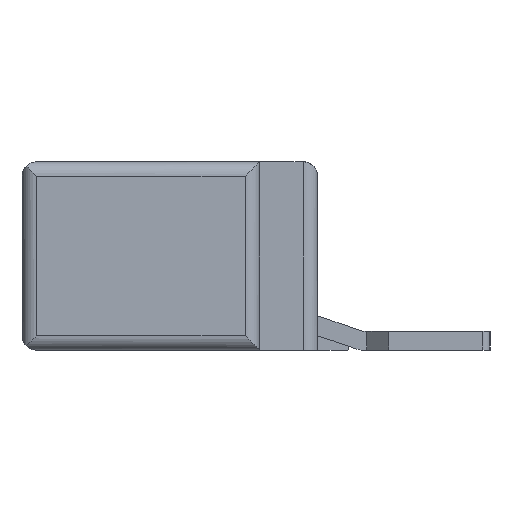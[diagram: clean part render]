
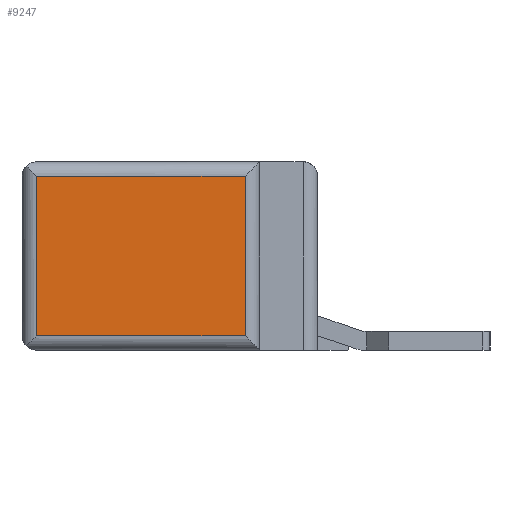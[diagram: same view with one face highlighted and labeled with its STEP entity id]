
A CAD part, left-side view. The second image highlights one B-rep face of the part: STEP entity #9247.
In plain terms, the highlighted planar face has unit normal (-1, 0, 0).
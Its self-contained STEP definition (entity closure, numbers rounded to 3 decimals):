
#379 = CYLINDRICAL_SURFACE('',#380,1.);
#380 = AXIS2_PLACEMENT_3D('',#381,#382,#383);
#381 = CARTESIAN_POINT('',(-87.25,-90.,-5.5));
#382 = DIRECTION('',(0.,1.,0.));
#383 = DIRECTION('',(1.,0.,0.));
#6819 = CYLINDRICAL_SURFACE('',#6820,1.);
#6820 = AXIS2_PLACEMENT_3D('',#6821,#6822,#6823);
#6821 = CARTESIAN_POINT('',(-87.25,-90.,5.5));
#6822 = DIRECTION('',(0.,1.,0.));
#6823 = DIRECTION('',(1.,0.,0.));
#7607 = CYLINDRICAL_SURFACE('',#7608,1.);
#7608 = AXIS2_PLACEMENT_3D('',#7609,#7610,#7611);
#7609 = CARTESIAN_POINT('',(-87.25,5.,-6.5));
#7610 = DIRECTION('',(0.,0.,1.));
#7611 = DIRECTION('',(1.,0.,0.));
#7626 = VERTEX_POINT('',#7627);
#7627 = CARTESIAN_POINT('',(-88.25,5.,5.5));
#7742 = EDGE_CURVE('',#7743,#7626,#7745,.T.);
#7743 = VERTEX_POINT('',#7744);
#7744 = CARTESIAN_POINT('',(-88.25,5.,-5.5));
#7745 = SURFACE_CURVE('',#7746,(#7750,#7757),.PCURVE_S1.);
#7746 = LINE('',#7747,#7748);
#7747 = CARTESIAN_POINT('',(-88.25,5.,-5.5));
#7748 = VECTOR('',#7749,1.);
#7749 = DIRECTION('',(0.,0.,1.));
#7750 = PCURVE('',#7607,#7751);
#7751 = DEFINITIONAL_REPRESENTATION('',(#7752),#7756);
#7752 = LINE('',#7753,#7754);
#7753 = CARTESIAN_POINT('',(3.142,1.));
#7754 = VECTOR('',#7755,1.);
#7755 = DIRECTION('',(0.,1.));
#7756 = ( GEOMETRIC_REPRESENTATION_CONTEXT(2) 
PARAMETRIC_REPRESENTATION_CONTEXT() REPRESENTATION_CONTEXT('2D SPACE',''
  ) );
#7757 = PCURVE('',#7758,#7763);
#7758 = PLANE('',#7759);
#7759 = AXIS2_PLACEMENT_3D('',#7760,#7761,#7762);
#7760 = CARTESIAN_POINT('',(-88.25,19.4,-6.5));
#7761 = DIRECTION('',(-1.,0.,0.));
#7762 = DIRECTION('',(0.,-1.,0.));
#7763 = DEFINITIONAL_REPRESENTATION('',(#7764),#7768);
#7764 = LINE('',#7765,#7766);
#7765 = CARTESIAN_POINT('',(14.4,1.));
#7766 = VECTOR('',#7767,1.);
#7767 = DIRECTION('',(0.,1.));
#7768 = ( GEOMETRIC_REPRESENTATION_CONTEXT(2) 
PARAMETRIC_REPRESENTATION_CONTEXT() REPRESENTATION_CONTEXT('2D SPACE',''
  ) );
#7890 = EDGE_CURVE('',#7743,#7891,#7893,.T.);
#7891 = VERTEX_POINT('',#7892);
#7892 = CARTESIAN_POINT('',(-88.25,19.4,-5.5));
#7893 = SURFACE_CURVE('',#7894,(#7898,#7905),.PCURVE_S1.);
#7894 = LINE('',#7895,#7896);
#7895 = CARTESIAN_POINT('',(-88.25,5.,-5.5));
#7896 = VECTOR('',#7897,1.);
#7897 = DIRECTION('',(0.,1.,0.));
#7898 = PCURVE('',#379,#7899);
#7899 = DEFINITIONAL_REPRESENTATION('',(#7900),#7904);
#7900 = LINE('',#7901,#7902);
#7901 = CARTESIAN_POINT('',(3.142,95.));
#7902 = VECTOR('',#7903,1.);
#7903 = DIRECTION('',(0.,1.));
#7904 = ( GEOMETRIC_REPRESENTATION_CONTEXT(2) 
PARAMETRIC_REPRESENTATION_CONTEXT() REPRESENTATION_CONTEXT('2D SPACE',''
  ) );
#7905 = PCURVE('',#7758,#7906);
#7906 = DEFINITIONAL_REPRESENTATION('',(#7907),#7911);
#7907 = LINE('',#7908,#7909);
#7908 = CARTESIAN_POINT('',(14.4,1.));
#7909 = VECTOR('',#7910,1.);
#7910 = DIRECTION('',(-1.,0.));
#7911 = ( GEOMETRIC_REPRESENTATION_CONTEXT(2) 
PARAMETRIC_REPRESENTATION_CONTEXT() REPRESENTATION_CONTEXT('2D SPACE',''
  ) );
#7954 = CYLINDRICAL_SURFACE('',#7955,1.);
#7955 = AXIS2_PLACEMENT_3D('',#7956,#7957,#7958);
#7956 = CARTESIAN_POINT('',(-87.25,19.4,-6.5));
#7957 = DIRECTION('',(0.,0.,1.));
#7958 = DIRECTION('',(1.,0.,0.));
#9157 = VERTEX_POINT('',#9158);
#9158 = CARTESIAN_POINT('',(-88.25,19.4,5.5));
#9226 = EDGE_CURVE('',#7626,#9157,#9227,.T.);
#9227 = SURFACE_CURVE('',#9228,(#9232,#9239),.PCURVE_S1.);
#9228 = LINE('',#9229,#9230);
#9229 = CARTESIAN_POINT('',(-88.25,5.,5.5));
#9230 = VECTOR('',#9231,1.);
#9231 = DIRECTION('',(0.,1.,0.));
#9232 = PCURVE('',#6819,#9233);
#9233 = DEFINITIONAL_REPRESENTATION('',(#9234),#9238);
#9234 = LINE('',#9235,#9236);
#9235 = CARTESIAN_POINT('',(3.142,95.));
#9236 = VECTOR('',#9237,1.);
#9237 = DIRECTION('',(0.,1.));
#9238 = ( GEOMETRIC_REPRESENTATION_CONTEXT(2) 
PARAMETRIC_REPRESENTATION_CONTEXT() REPRESENTATION_CONTEXT('2D SPACE',''
  ) );
#9239 = PCURVE('',#7758,#9240);
#9240 = DEFINITIONAL_REPRESENTATION('',(#9241),#9245);
#9241 = LINE('',#9242,#9243);
#9242 = CARTESIAN_POINT('',(14.4,12.));
#9243 = VECTOR('',#9244,1.);
#9244 = DIRECTION('',(-1.,0.));
#9245 = ( GEOMETRIC_REPRESENTATION_CONTEXT(2) 
PARAMETRIC_REPRESENTATION_CONTEXT() REPRESENTATION_CONTEXT('2D SPACE',''
  ) );
#9247 = ADVANCED_FACE('',(#9248),#7758,.T.);
#9248 = FACE_BOUND('',#9249,.F.);
#9249 = EDGE_LOOP('',(#9250,#9251,#9272,#9273));
#9250 = ORIENTED_EDGE('',*,*,#7890,.T.);
#9251 = ORIENTED_EDGE('',*,*,#9252,.T.);
#9252 = EDGE_CURVE('',#7891,#9157,#9253,.T.);
#9253 = SURFACE_CURVE('',#9254,(#9258,#9265),.PCURVE_S1.);
#9254 = LINE('',#9255,#9256);
#9255 = CARTESIAN_POINT('',(-88.25,19.4,-5.5));
#9256 = VECTOR('',#9257,1.);
#9257 = DIRECTION('',(0.,0.,1.));
#9258 = PCURVE('',#7758,#9259);
#9259 = DEFINITIONAL_REPRESENTATION('',(#9260),#9264);
#9260 = LINE('',#9261,#9262);
#9261 = CARTESIAN_POINT('',(0.,1.));
#9262 = VECTOR('',#9263,1.);
#9263 = DIRECTION('',(0.,1.));
#9264 = ( GEOMETRIC_REPRESENTATION_CONTEXT(2) 
PARAMETRIC_REPRESENTATION_CONTEXT() REPRESENTATION_CONTEXT('2D SPACE',''
  ) );
#9265 = PCURVE('',#7954,#9266);
#9266 = DEFINITIONAL_REPRESENTATION('',(#9267),#9271);
#9267 = LINE('',#9268,#9269);
#9268 = CARTESIAN_POINT('',(3.142,1.));
#9269 = VECTOR('',#9270,1.);
#9270 = DIRECTION('',(0.,1.));
#9271 = ( GEOMETRIC_REPRESENTATION_CONTEXT(2) 
PARAMETRIC_REPRESENTATION_CONTEXT() REPRESENTATION_CONTEXT('2D SPACE',''
  ) );
#9272 = ORIENTED_EDGE('',*,*,#9226,.F.);
#9273 = ORIENTED_EDGE('',*,*,#7742,.F.);
